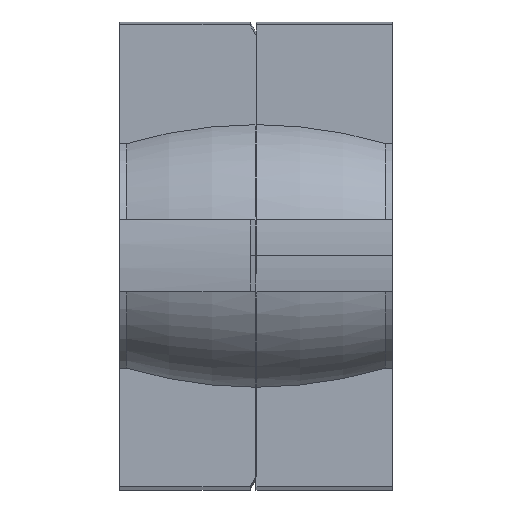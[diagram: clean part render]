
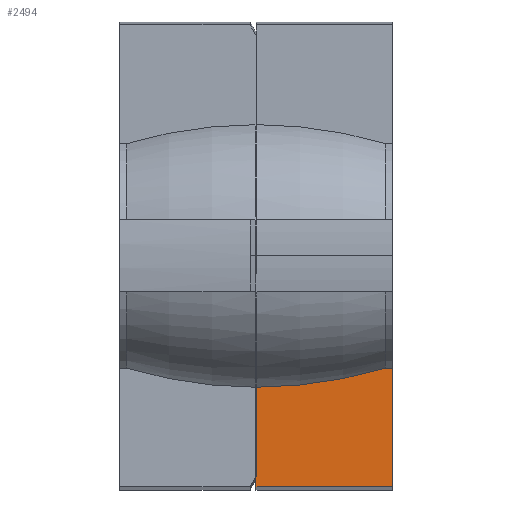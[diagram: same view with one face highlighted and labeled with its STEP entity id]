
A CAD part, top view. The second image highlights one B-rep face of the part: STEP entity #2494.
In plain terms, the highlighted face is planar.
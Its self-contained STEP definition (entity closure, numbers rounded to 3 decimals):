
#63 = ORIENTED_EDGE ( 'NONE', *, *, #1235, .T. ) ;
#135 = LINE ( 'NONE', #1142, #2958 ) ;
#223 = EDGE_CURVE ( 'NONE', #2594, #1904, #561, .T. ) ;
#320 = CARTESIAN_POINT ( 'NONE',  ( -17.916, -15.556, -5.5 ) ) ;
#402 = EDGE_CURVE ( 'NONE', #1161, #2594, #135, .T. ) ;
#405 = ORIENTED_EDGE ( 'NONE', *, *, #223, .F. ) ;
#449 = VECTOR ( 'NONE', #537, 1000. ) ;
#476 = LINE ( 'NONE', #3209, #449 ) ;
#478 = PLANE ( 'NONE',  #878 ) ;
#526 = FACE_OUTER_BOUND ( 'NONE', #3099, .T. ) ;
#537 = DIRECTION ( 'NONE',  ( 1., 0., 0. ) ) ;
#561 = LINE ( 'NONE', #2356, #3123 ) ;
#628 = CARTESIAN_POINT ( 'NONE',  ( -17.916, -15.556, -5.5 ) ) ;
#656 = CARTESIAN_POINT ( 'NONE',  ( 0., -18.205, -5.5 ) ) ;
#878 = AXIS2_PLACEMENT_3D ( 'NONE', #956, #2934, #3215 ) ;
#907 = B_SPLINE_CURVE_WITH_KNOTS ( 'NONE', 3,
 ( #1354, #1859, #2860, #1806, #3107, #1576, #2826, #320 ),
 .UNSPECIFIED., .F., .F.,
 ( 4, 2, 2, 4 ),
 ( 0.018, 0.023, 0.028, 0.037 ),
 .UNSPECIFIED. ) ;
#956 = CARTESIAN_POINT ( 'NONE',  ( -39.118, -32.031, -5.5 ) ) ;
#1056 = DIRECTION ( 'NONE',  ( 0., 1., 0. ) ) ;
#1142 = CARTESIAN_POINT ( 'NONE',  ( -39.118, -32.031, -5.5 ) ) ;
#1161 = VERTEX_POINT ( 'NONE', #1257 ) ;
#1235 = EDGE_CURVE ( 'NONE', #1161, #2004, #2291, .T. ) ;
#1257 = CARTESIAN_POINT ( 'NONE',  ( -18.916, -32.031, -5.5 ) ) ;
#1286 = CARTESIAN_POINT ( 'NONE',  ( -18.916, -32.031, -5.5 ) ) ;
#1354 = CARTESIAN_POINT ( 'NONE',  ( 0., -18.205, -5.5 ) ) ;
#1434 = CARTESIAN_POINT ( 'NONE',  ( -18.916, -15.556, -5.5 ) ) ;
#1530 = CARTESIAN_POINT ( 'NONE',  ( 0., -32.031, -5.5 ) ) ;
#1576 = CARTESIAN_POINT ( 'NONE',  ( -12.075, -17.095, -5.5 ) ) ;
#1652 = EDGE_CURVE ( 'NONE', #2004, #2703, #476, .T. ) ;
#1703 = ORIENTED_EDGE ( 'NONE', *, *, #1652, .T. ) ;
#1806 = CARTESIAN_POINT ( 'NONE',  ( -6.087, -17.925, -5.5 ) ) ;
#1859 = CARTESIAN_POINT ( 'NONE',  ( -1.522, -18.205, -5.5 ) ) ;
#1904 = VERTEX_POINT ( 'NONE', #656 ) ;
#2004 = VERTEX_POINT ( 'NONE', #1434 ) ;
#2291 = LINE ( 'NONE', #1286, #2427 ) ;
#2300 = ORIENTED_EDGE ( 'NONE', *, *, #3068, .F. ) ;
#2356 = CARTESIAN_POINT ( 'NONE',  ( 0., -32.031, -5.5 ) ) ;
#2427 = VECTOR ( 'NONE', #1056, 1000. ) ;
#2452 = DIRECTION ( 'NONE',  ( 1., 0., 0. ) ) ;
#2494 = ADVANCED_FACE ( 'NONE', ( #526 ), #478, .T. ) ;
#2594 = VERTEX_POINT ( 'NONE', #1530 ) ;
#2703 = VERTEX_POINT ( 'NONE', #628 ) ;
#2826 = CARTESIAN_POINT ( 'NONE',  ( -15.018, -16.438, -5.5 ) ) ;
#2860 = CARTESIAN_POINT ( 'NONE',  ( -3.055, -18.149, -5.5 ) ) ;
#2929 = ORIENTED_EDGE ( 'NONE', *, *, #402, .F. ) ;
#2934 = DIRECTION ( 'NONE',  ( 0., 0., -1. ) ) ;
#2958 = VECTOR ( 'NONE', #2452, 1000. ) ;
#3031 = DIRECTION ( 'NONE',  ( 0., 1., 0. ) ) ;
#3068 = EDGE_CURVE ( 'NONE', #1904, #2703, #907, .T. ) ;
#3099 = EDGE_LOOP ( 'NONE', ( #2300, #405, #2929, #63, #1703 ) ) ;
#3107 = CARTESIAN_POINT ( 'NONE',  ( -7.593, -17.759, -5.5 ) ) ;
#3123 = VECTOR ( 'NONE', #3031, 1000. ) ;
#3209 = CARTESIAN_POINT ( 'NONE',  ( -39.118, -15.556, -5.5 ) ) ;
#3215 = DIRECTION ( 'NONE',  ( 0., 1., 0. ) ) ;
